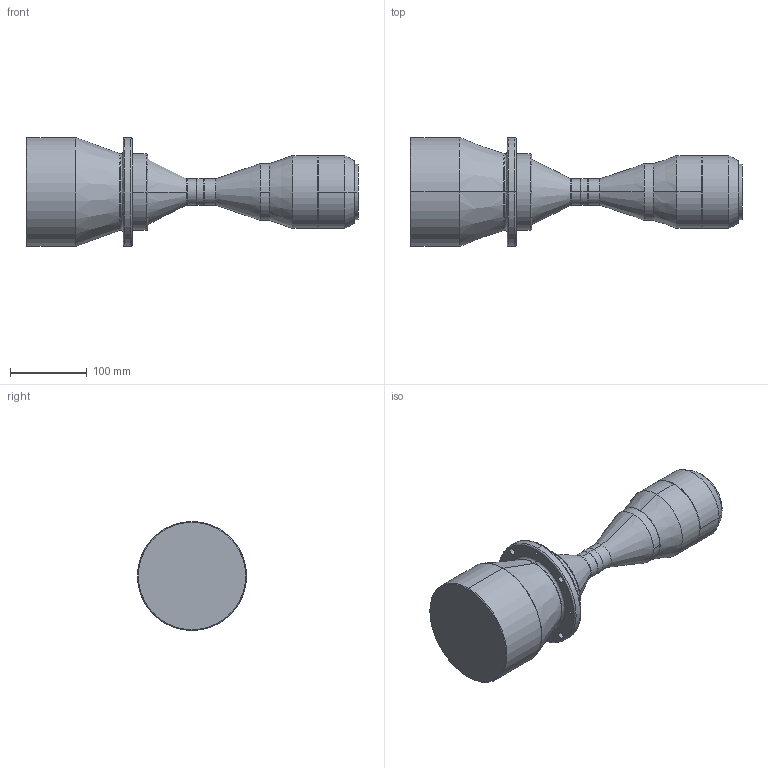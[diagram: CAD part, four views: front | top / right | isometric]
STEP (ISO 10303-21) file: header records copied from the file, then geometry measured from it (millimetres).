
FILE_DESCRIPTION (( 'STEP AP203' ), '1' );
FILE_NAME ('DTCM16K-110-AL.STEP', '2019-11-18T03:10:48', ( 'Windows 蚚誧' ), ( '' ), 'SwSTEP 2.0', 'SolidWorks 2017', '' );
FILE_SCHEMA (( 'CONFIG_CONTROL_DESIGN' ));
Length unit declared in the file: millimetre
Products named in the file (1): DTCM16K-110-AL
Bounding box: 432.6 x 142 x 142 mm (x, y, z)
Volume: 3195687.2 mm3; surface area: 170090.7 mm2
Topology: 1 solids, 1 shells, 81 faces, 186 edges, 114 vertices
Faces by surface type: cylinder 40, cone 16, bspline 16, plane 9
Entity records: 3073 total; most frequent: CARTESIAN_POINT 1174, DIRECTION 400, ORIENTED_EDGE 372, EDGE_CURVE 186, AXIS2_PLACEMENT_3D 172, VERTEX_POINT 114, CIRCLE 106, EDGE_LOOP 104
